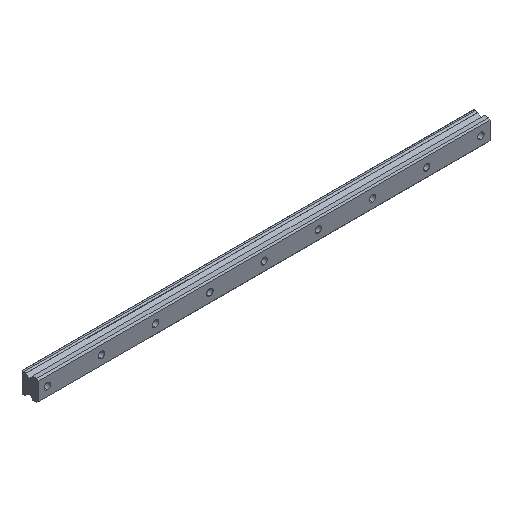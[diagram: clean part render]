
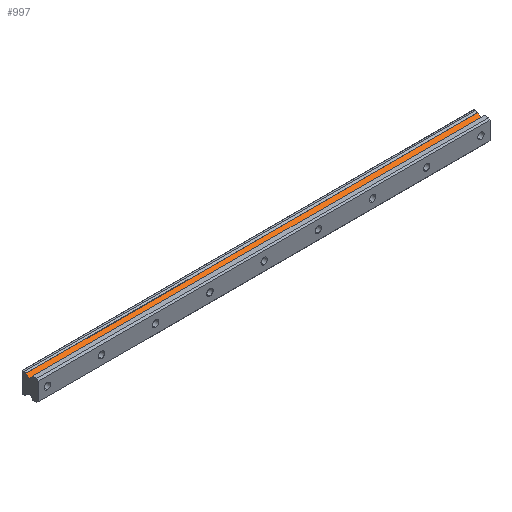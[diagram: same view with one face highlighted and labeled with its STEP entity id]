
A CAD part, isometric view. The second image highlights one B-rep face of the part: STEP entity #997.
In plain terms, the highlighted planar face has unit normal (0, -0.499, 0.867).
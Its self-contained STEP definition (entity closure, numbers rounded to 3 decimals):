
#39 = EDGE_CURVE ( 'NONE', #810, #657, #2300, .T. ) ;
#115 = ORIENTED_EDGE ( 'NONE', *, *, #2241, .T. ) ;
#182 = DIRECTION ( 'NONE',  ( 0., 0.499, -0.866 ) ) ;
#265 = DIRECTION ( 'NONE',  ( 0., -0.866, -0.499 ) ) ;
#328 = VERTEX_POINT ( 'NONE', #779 ) ;
#388 = ORIENTED_EDGE ( 'NONE', *, *, #422, .F. ) ;
#422 = EDGE_CURVE ( 'NONE', #328, #810, #1504, .T. ) ;
#469 = VECTOR ( 'NONE', #1697, 1000. ) ;
#480 = CARTESIAN_POINT ( 'NONE',  ( -10., 9.514, 7.915 ) ) ;
#657 = VERTEX_POINT ( 'NONE', #1085 ) ;
#682 = FACE_OUTER_BOUND ( 'NONE', #2091, .T. ) ;
#779 = CARTESIAN_POINT ( 'NONE',  ( -10., 13.68, 10.315 ) ) ;
#791 = DIRECTION ( 'NONE',  ( 1., 0., 0. ) ) ;
#810 = VERTEX_POINT ( 'NONE', #2031 ) ;
#853 = CARTESIAN_POINT ( 'NONE',  ( 490., 13.68, 10.315 ) ) ;
#873 = VECTOR ( 'NONE', #791, 1000. ) ;
#986 = CARTESIAN_POINT ( 'NONE',  ( 490., 9.514, 7.915 ) ) ;
#997 = ADVANCED_FACE ( 'NONE', ( #682 ), #1382, .F. ) ;
#1058 = CARTESIAN_POINT ( 'NONE',  ( 490., 13.68, 10.315 ) ) ;
#1085 = CARTESIAN_POINT ( 'NONE',  ( 490., 9.514, 7.915 ) ) ;
#1121 = ORIENTED_EDGE ( 'NONE', *, *, #39, .F. ) ;
#1125 = AXIS2_PLACEMENT_3D ( 'NONE', #1058, #182, #1756 ) ;
#1382 = PLANE ( 'NONE',  #1125 ) ;
#1504 = LINE ( 'NONE', #1682, #873 ) ;
#1682 = CARTESIAN_POINT ( 'NONE',  ( 490., 13.68, 10.315 ) ) ;
#1697 = DIRECTION ( 'NONE',  ( -1., 0., 0. ) ) ;
#1705 = LINE ( 'NONE', #986, #469 ) ;
#1756 = DIRECTION ( 'NONE',  ( 0., 0.866, 0.499 ) ) ;
#1789 = DIRECTION ( 'NONE',  ( 0., -0.866, -0.499 ) ) ;
#1863 = CARTESIAN_POINT ( 'NONE',  ( -10., 13.68, 10.315 ) ) ;
#2031 = CARTESIAN_POINT ( 'NONE',  ( 490., 13.68, 10.315 ) ) ;
#2039 = LINE ( 'NONE', #1863, #2106 ) ;
#2091 = EDGE_LOOP ( 'NONE', ( #2235, #1121, #388, #115 ) ) ;
#2106 = VECTOR ( 'NONE', #265, 1000. ) ;
#2143 = EDGE_CURVE ( 'NONE', #657, #2198, #1705, .T. ) ;
#2198 = VERTEX_POINT ( 'NONE', #480 ) ;
#2235 = ORIENTED_EDGE ( 'NONE', *, *, #2143, .F. ) ;
#2241 = EDGE_CURVE ( 'NONE', #328, #2198, #2039, .T. ) ;
#2246 = VECTOR ( 'NONE', #1789, 1000. ) ;
#2300 = LINE ( 'NONE', #853, #2246 ) ;
